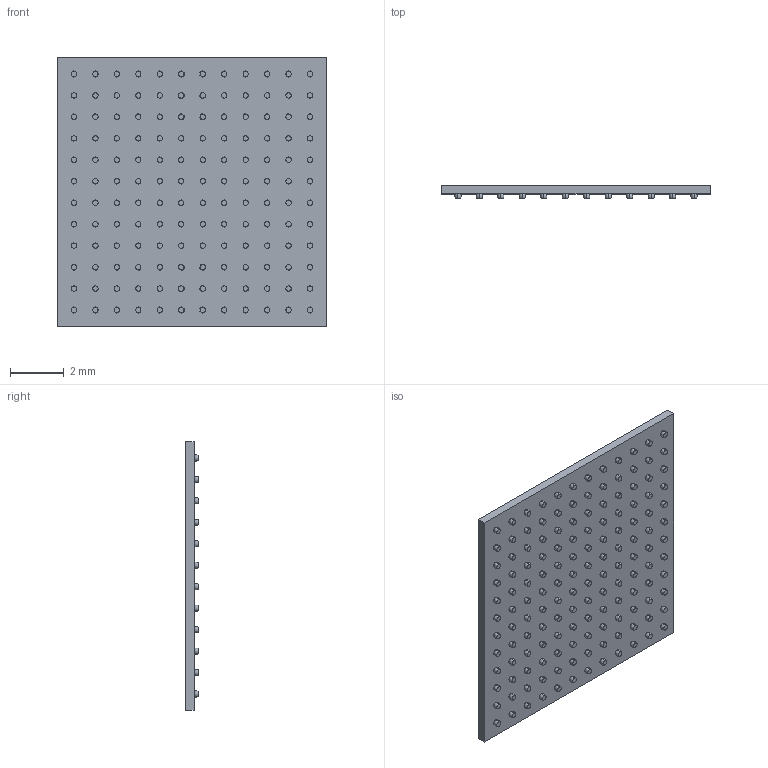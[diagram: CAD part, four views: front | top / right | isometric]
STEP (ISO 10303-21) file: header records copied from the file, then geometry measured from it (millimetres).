
FILE_DESCRIPTION (( 'STEP AP214' ), '1' );
FILE_NAME ('UFBGA-144_10x10mm_0.8mm.step', '2020-10-19T11:51:58+00:00', 'Stefan Hamminga', '', '', '', '');
FILE_SCHEMA (( 'AUTOMOTIVE_DESIGN' ));
Length unit declared in the file: millimetre
Products named in the file (1): UFBGA-144_10x10mm_0.8mm
Bounding box: 10 x 0.48 x 10 mm (x, y, z)
Volume: 32.9 mm3; surface area: 238.3 mm2
Topology: 145 solids, 145 shells, 582 faces, 876 edges, 584 vertices
Faces by surface type: plane 294, torus 288
Entity records: 14734 total; most frequent: DIRECTION 2906, CARTESIAN_POINT 2043, ORIENTED_EDGE 1752, AXIS2_PLACEMENT_3D 1447, EDGE_CURVE 876, CIRCLE 864, VERTEX_POINT 584, FACE_OUTER_BOUND 582
